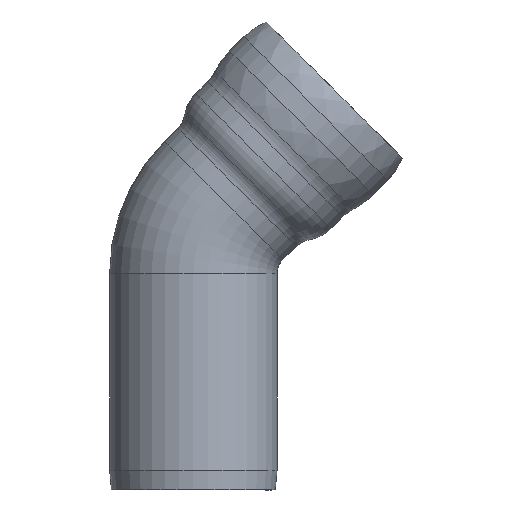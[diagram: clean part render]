
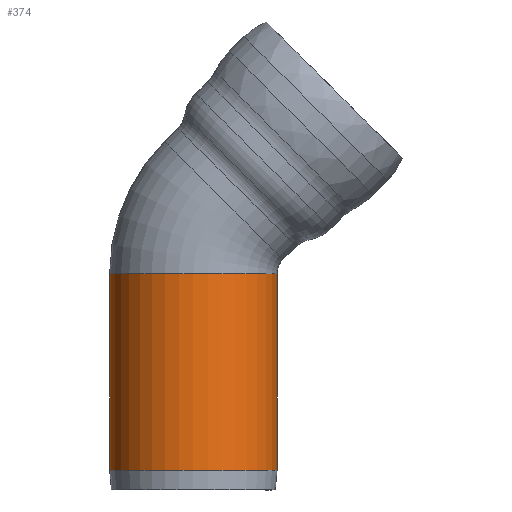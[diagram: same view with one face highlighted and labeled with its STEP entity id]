
A CAD part, front view. The second image highlights one B-rep face of the part: STEP entity #374.
In plain terms, the highlighted cylindrical face has radius 210 mm (diameter 420 mm), a full revolution.
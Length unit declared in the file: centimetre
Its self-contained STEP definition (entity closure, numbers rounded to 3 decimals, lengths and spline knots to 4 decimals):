
#38=FACE_OUTER_BOUND('',#63,.T.);
#63=EDGE_LOOP('',(#257,#258,#259,#260));
#90=LINE('',#630,#100);
#100=VECTOR('',#485,21.);
#111=CIRCLE('',#405,21.);
#112=CIRCLE('',#406,21.);
#159=VERTEX_POINT('',#627);
#160=VERTEX_POINT('',#629);
#196=EDGE_CURVE('',#159,#159,#111,.T.);
#197=EDGE_CURVE('',#159,#160,#90,.T.);
#198=EDGE_CURVE('',#160,#160,#112,.T.);
#257=ORIENTED_EDGE('',*,*,#196,.F.);
#258=ORIENTED_EDGE('',*,*,#197,.T.);
#259=ORIENTED_EDGE('',*,*,#198,.F.);
#260=ORIENTED_EDGE('',*,*,#197,.F.);
#366=CYLINDRICAL_SURFACE('',#404,21.);
#374=ADVANCED_FACE('',(#38),#366,.T.);
#404=AXIS2_PLACEMENT_3D('',#626,#481,#482);
#405=AXIS2_PLACEMENT_3D('',#628,#483,#484);
#406=AXIS2_PLACEMENT_3D('',#631,#486,#487);
#481=DIRECTION('center_axis',(0.,0.,
-1.));
#482=DIRECTION('ref_axis',(-1.,0.,0.));
#483=DIRECTION('center_axis',(0.,0.,
-1.));
#484=DIRECTION('ref_axis',(1.,0.,0.));
#485=DIRECTION('',(0.,0.,1.));
#486=DIRECTION('center_axis',(0.,0.,
1.));
#487=DIRECTION('ref_axis',(1.,0.,0.));
#626=CARTESIAN_POINT('Origin',(0.,0.,
29.6135));
#627=CARTESIAN_POINT('',(21.,0.,5.));
#628=CARTESIAN_POINT('Origin',(0.,0.,5.));
#629=CARTESIAN_POINT('',(21.,0.,54.2269));
#630=CARTESIAN_POINT('',(21.,0.,29.6135));
#631=CARTESIAN_POINT('Origin',(0.,0.,
54.2269));
